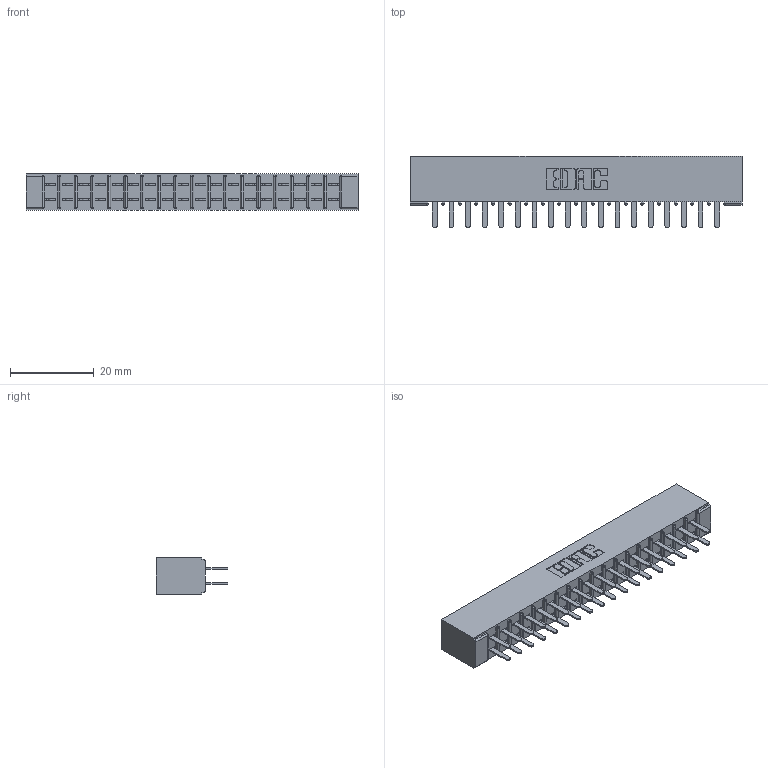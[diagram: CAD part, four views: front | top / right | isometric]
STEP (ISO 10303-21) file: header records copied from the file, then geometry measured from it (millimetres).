
FILE_DESCRIPTION (( 'STEP AP203' ), '1' );
FILE_NAME ('355-036-520-501.STEP', '2019-09-11T09:29:48', ( '' ), ( '' ), 'SwSTEP 2.0', 'SolidWorks 2016', '' );
FILE_SCHEMA (( 'CONFIG_CONTROL_DESIGN' ));
Length unit declared in the file: inch
Products named in the file (3): 355-036-520-501; 305 Part_No Mounting; 305-290-001_520
Assembly tree (37 placements, depth 2):
  355-036-520-501
    305 Part_No Mounting
    305-290-001_520  x36
Bounding box: 79.2 x 17.09 x 8.71 mm (x, y, z)
Volume: 4907.1 mm3; surface area: 10191.4 mm2
Topology: 37 solids, 37 shells, 1764 faces, 5026 edges, 3252 vertices
Faces by surface type: plane 1036, cylinder 656, sphere 72
Entity records: 22013 total; most frequent: CARTESIAN_POINT 3640, ORIENTED_EDGE 3608, DIRECTION 3538, EDGE_CURVE 1804, VECTOR 1438, LINE 1438, VERTEX_POINT 1152, AXIS2_PLACEMENT_3D 1050
